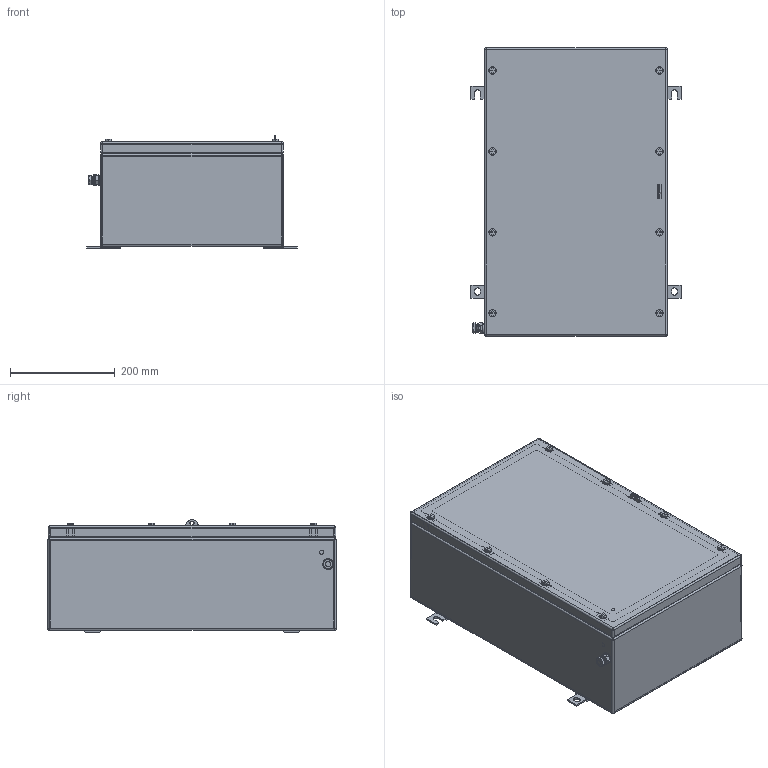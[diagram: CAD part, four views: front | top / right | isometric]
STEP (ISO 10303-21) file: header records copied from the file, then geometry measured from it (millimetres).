
FILE_DESCRIPTION(('CATIA V5 STEP Exchange','CAx-IF Rec.Pracs.--- Model Styling and Organization---1.4--- 2014-01-23'),'2;1');
FILE_NAME ('008564-6_2_1195250000_1195250000.stp','2019-08-06T07:01:19+00:00',('none'),('Weidmueller'),'CATIA Version 5-6 Release 2016 SP3 HF44','CATIA V5 STEP AP214','none');
FILE_SCHEMA(('AUTOMOTIVE_DESIGN { 1 0 10303 214 1 1 1 1 }'));
Products named in the file (1): 1195250000
Bounding box: 401 x 550 x 214.9 mm (x, y, z)
Volume: 1382920.5 mm3; surface area: 1742902.9 mm2
Topology: 48 solids, 48 shells, 1853 faces, 4436 edges, 2608 vertices
Faces by surface type: plane 736, cylinder 713, torus 148, sphere 112, cone 104, bspline 40
Entity records: 52784 total; most frequent: CARTESIAN_POINT 12774, ORIENTED_EDGE 8608, DIRECTION 7066, EDGE_CURVE 4304, AXIS2_PLACEMENT_3D 3123, VERTEX_POINT 2608, VECTOR 2456, LINE 2456
